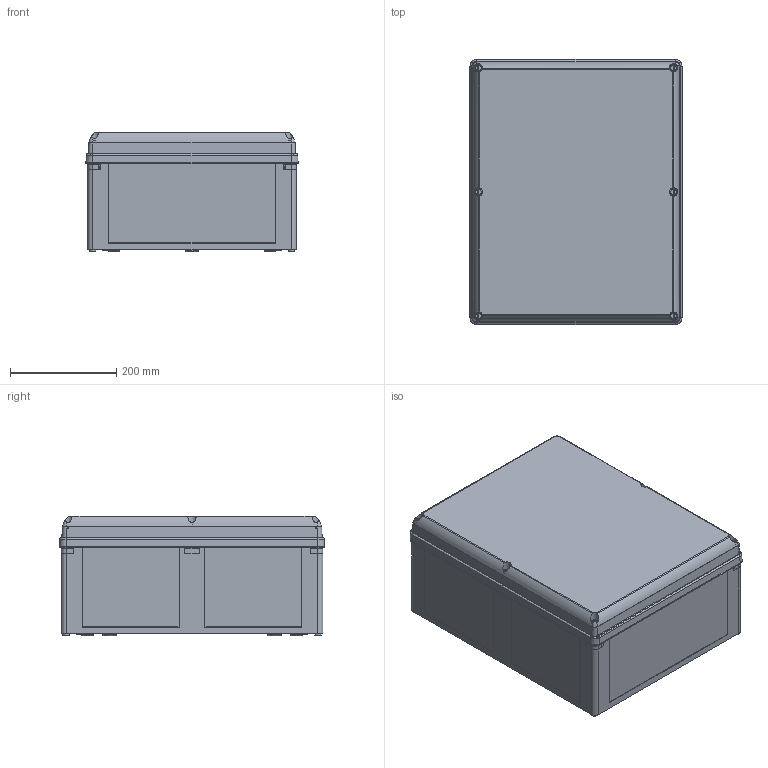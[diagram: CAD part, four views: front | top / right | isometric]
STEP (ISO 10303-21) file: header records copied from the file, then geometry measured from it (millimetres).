
FILE_DESCRIPTION( ( 'STEP AP214' ), ' ' );
FILE_NAME( '70074501.stp', '2018-05-02T04:58:46', ( '' ), ( '' ), ' ', 'PARTsolutions', ' ' );
FILE_SCHEMA( ( 'AUTOMOTIVE_DESIGN { 1 0 10303 214 1 1 1 1 }' ) );
Length unit declared in the file: millimetre
Products named in the file (6): 70074501; _Kasten_4050-18; _Deckel_4050_graugr; _Deckelschraube_lang; _Einschub_mitte_tgw; _Einschub_ecke_tgw
Assembly tree (14 placements, depth 2):
  70074501
    _Kasten_4050-18
    _Deckel_4050_graugr
    _Deckelschraube_lang  x6
    _Einschub_mitte_tgw  x2
    _Einschub_ecke_tgw  x4
Bounding box: 400 x 500 x 226 mm (x, y, z)
Volume: 1066906.7 mm3; surface area: 1788150.2 mm2
Topology: 13 solids, 14 shells, 1998 faces, 5150 edges, 3388 vertices
Faces by surface type: plane 1366, cylinder 384, cone 138, torus 106, bspline 4
Full cylindrical faces by diameter (mm): 3.45 x66, 4.45 x12, 6.5 x6, 8 x8, 8.2 x8, 9 x6, 9.5 x6, 10 x6, 11 x6, 14.8 x6, 15.5 x6, 28.5 x4, 32.5 x4, 36.5 x4, 38.5 x2, 40.5 x4
Entity records: 68581 total; most frequent: CARTESIAN_POINT 10792, DIRECTION 8801, ORIENTED_EDGE 8654, EDGE_CURVE 4327, LINE 3151, VECTOR 3151, VERTEX_POINT 3000, AXIS2_PLACEMENT_3D 2825
